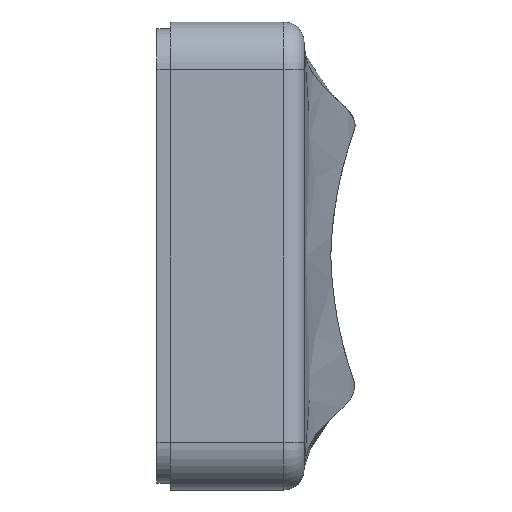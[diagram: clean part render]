
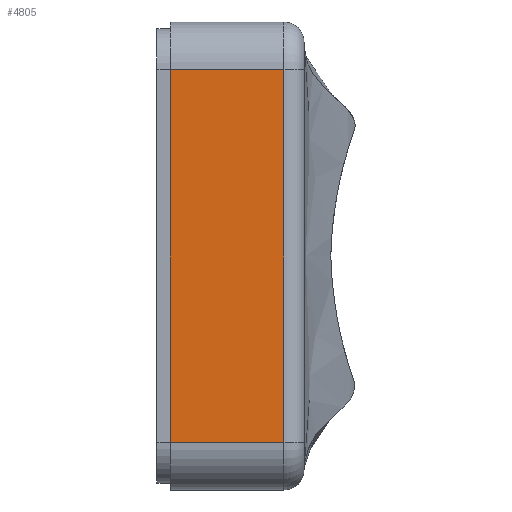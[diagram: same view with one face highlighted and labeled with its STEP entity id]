
A CAD part, left-side view. The second image highlights one B-rep face of the part: STEP entity #4805.
In plain terms, the highlighted planar face has unit normal (-1, 0, 0).
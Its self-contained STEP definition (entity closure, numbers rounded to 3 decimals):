
#524=LINE('',#9495,#887);
#525=LINE('',#9499,#888);
#530=LINE('',#9513,#893);
#531=LINE('',#9515,#894);
#887=VECTOR('',#6590,55.7);
#888=VECTOR('',#6595,17.);
#893=VECTOR('',#6616,17.);
#894=VECTOR('',#6619,55.7);
#1022=PLANE('',#5295);
#1536=FACE_OUTER_BOUND('',#1850,.T.);
#1850=EDGE_LOOP('',(#4409,#4410,#4411,#4412));
#2410=VERTEX_POINT('',#9492);
#2411=VERTEX_POINT('',#9494);
#2412=VERTEX_POINT('',#9498);
#2413=VERTEX_POINT('',#9511);
#3089=EDGE_CURVE('',#2410,#2411,#524,.T.);
#3091=EDGE_CURVE('',#2412,#2411,#525,.T.);
#3099=EDGE_CURVE('',#2413,#2410,#530,.T.);
#3100=EDGE_CURVE('',#2412,#2413,#531,.T.);
#4409=ORIENTED_EDGE('',*,*,#3089,.F.);
#4410=ORIENTED_EDGE('',*,*,#3099,.F.);
#4411=ORIENTED_EDGE('',*,*,#3100,.F.);
#4412=ORIENTED_EDGE('',*,*,#3091,.T.);
#4805=ADVANCED_FACE('',(#1536),#1022,.T.);
#5295=AXIS2_PLACEMENT_3D('',#9514,#6617,#6618);
#6590=DIRECTION('',(0.,0.,1.));
#6595=DIRECTION('',(0.,1.,0.));
#6616=DIRECTION('',(0.,1.,0.));
#6617=DIRECTION('center_axis',(-1.,0.,0.));
#6618=DIRECTION('ref_axis',(0.,0.,1.));
#6619=DIRECTION('',(0.,0.,-1.));
#9492=CARTESIAN_POINT('',(-55.,20.,-27.85));
#9494=CARTESIAN_POINT('',(-55.,20.,27.85));
#9495=CARTESIAN_POINT('',(-55.,20.,-13.925));
#9498=CARTESIAN_POINT('',(-55.,3.,27.85));
#9499=CARTESIAN_POINT('',(-55.,0.,27.85));
#9511=CARTESIAN_POINT('',(-55.,3.,-27.85));
#9513=CARTESIAN_POINT('',(-55.,0.,-27.85));
#9514=CARTESIAN_POINT('Origin',(-55.,0.,-27.85));
#9515=CARTESIAN_POINT('',(-55.,3.,-13.925));
